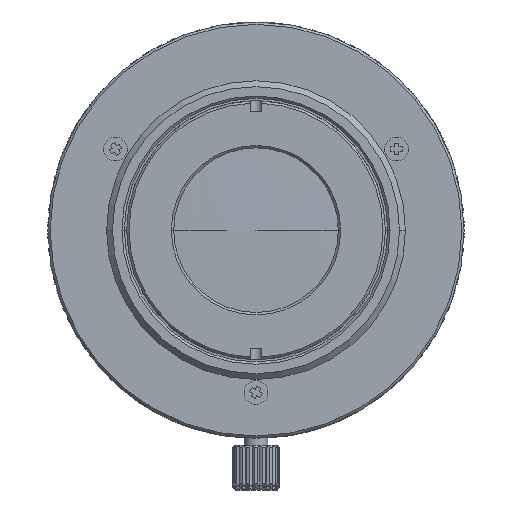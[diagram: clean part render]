
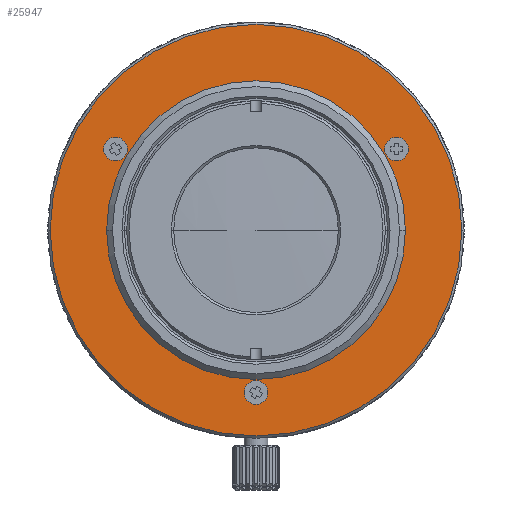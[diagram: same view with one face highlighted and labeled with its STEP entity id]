
A CAD part, front view. The second image highlights one B-rep face of the part: STEP entity #25947.
In plain terms, the highlighted face is planar.
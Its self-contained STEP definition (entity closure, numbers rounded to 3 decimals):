
#24868=CARTESIAN_POINT('',(0.,0.,0.));
#24869=DIRECTION('',(-1.,0.,0.));
#24870=DIRECTION('',(0.,1.,0.));
#24871=AXIS2_PLACEMENT_3D('',#24868,#24869,#24870);
#24876=CARTESIAN_POINT('',(0.,0.,0.));
#24877=DIRECTION('',(-1.,0.,0.));
#24878=DIRECTION('',(0.,0.,-1.));
#24879=AXIS2_PLACEMENT_3D('',#24876,#24877,#24878);
#24884=CARTESIAN_POINT('',(0.,0.,
0.));
#24885=DIRECTION('',(-1.,0.,0.));
#24886=DIRECTION('',(0.,-1.,0.));
#24887=AXIS2_PLACEMENT_3D('',#24884,#24885,#24886);
#24892=CARTESIAN_POINT('',(0.,0.,
0.));
#24893=DIRECTION('',(-1.,0.,0.));
#24894=DIRECTION('',(0.,0.,1.));
#24895=AXIS2_PLACEMENT_3D('',#24892,#24893,#24894);
#24900=CARTESIAN_POINT('',(0.,0.,-13.8));
#24901=DIRECTION('',(1.,0.,0.));
#24902=DIRECTION('',(0.,0.,-1.));
#24903=AXIS2_PLACEMENT_3D('',#24900,#24901,#24902);
#24908=CARTESIAN_POINT('',(0.,0.,-13.8));
#24909=DIRECTION('',(1.,0.,0.));
#24910=DIRECTION('',(0.,0.,1.));
#24911=AXIS2_PLACEMENT_3D('',#24908,#24909,#24910);
#24916=CARTESIAN_POINT('',(0.,11.951,6.9));
#24917=DIRECTION('',(1.,0.,0.));
#24918=DIRECTION('',(0.,0.866,0.5));
#24919=AXIS2_PLACEMENT_3D('',#24916,#24917,#24918);
#24924=CARTESIAN_POINT('',(0.,11.951,6.9));
#24925=DIRECTION('',(1.,0.,0.));
#24926=DIRECTION('',(0.,-0.866,-0.5));
#24927=AXIS2_PLACEMENT_3D('',#24924,#24925,#24926);
#24932=CARTESIAN_POINT('',(0.,-11.951,6.9));
#24933=DIRECTION('',(1.,0.,0.));
#24934=DIRECTION('',(0.,-0.866,0.5));
#24935=AXIS2_PLACEMENT_3D('',#24932,#24933,#24934);
#24940=CARTESIAN_POINT('',(0.,-11.951,6.9));
#24941=DIRECTION('',(1.,0.,0.));
#24942=DIRECTION('',(0.,0.866,-0.5));
#24943=AXIS2_PLACEMENT_3D('',#24940,#24941,#24942);
#24948=CARTESIAN_POINT('',(0.,0.,0.));
#24949=DIRECTION('',(1.,0.,0.));
#24950=DIRECTION('',(0.,1.,0.));
#24951=AXIS2_PLACEMENT_3D('',#24948,#24949,#24950);
#24956=CARTESIAN_POINT('',(0.,0.,0.));
#24957=DIRECTION('',(1.,0.,0.));
#24958=DIRECTION('',(0.,-1.,0.));
#24959=AXIS2_PLACEMENT_3D('',#24956,#24957,#24958);
#25756=CARTESIAN_POINT('',(0.,17.5,
0.));
#25757=CARTESIAN_POINT('',(0.,0.,-17.5));
#25758=VERTEX_POINT('',#25756);
#25759=VERTEX_POINT('',#25757);
#25760=CARTESIAN_POINT('',(0.,-17.5,
0.));
#25761=VERTEX_POINT('',#25760);
#25762=CARTESIAN_POINT('',(0.,0.,
17.5));
#25763=VERTEX_POINT('',#25762);
#25764=CARTESIAN_POINT('',(0.,0.,-14.8));
#25765=CARTESIAN_POINT('',(0.,0.,-12.8));
#25766=VERTEX_POINT('',#25764);
#25767=VERTEX_POINT('',#25765);
#25768=CARTESIAN_POINT('',(0.,12.817,7.4));
#25769=CARTESIAN_POINT('',(0.,11.085,6.4));
#25770=VERTEX_POINT('',#25768);
#25771=VERTEX_POINT('',#25769);
#25772=CARTESIAN_POINT('',(0.,-12.817,7.4));
#25773=CARTESIAN_POINT('',(0.,-11.085,6.4));
#25774=VERTEX_POINT('',#25772);
#25775=VERTEX_POINT('',#25773);
#25776=CARTESIAN_POINT('',(0.,12.1,0.));
#25777=CARTESIAN_POINT('',(0.,-12.1,0.));
#25778=VERTEX_POINT('',#25776);
#25779=VERTEX_POINT('',#25777);
#25908=CARTESIAN_POINT('',(0.,0.,0.));
#25909=DIRECTION('',(1.,0.,0.));
#25910=DIRECTION('',(0.,-1.,0.));
#25911=AXIS2_PLACEMENT_3D('',#25908,#25909,#25910);
#25912=PLANE('',#25911);
#25914=ORIENTED_EDGE('',*,*,#25913,.T.);
#25916=ORIENTED_EDGE('',*,*,#25915,.T.);
#25918=ORIENTED_EDGE('',*,*,#25917,.T.);
#25920=ORIENTED_EDGE('',*,*,#25919,.T.);
#25921=EDGE_LOOP('',(#25914,#25916,#25918,#25920));
#25922=FACE_OUTER_BOUND('',#25921,.F.);
#25924=ORIENTED_EDGE('',*,*,#25923,.T.);
#25926=ORIENTED_EDGE('',*,*,#25925,.T.);
#25927=EDGE_LOOP('',(#25924,#25926));
#25928=FACE_BOUND('',#25927,.F.);
#25930=ORIENTED_EDGE('',*,*,#25929,.T.);
#25932=ORIENTED_EDGE('',*,*,#25931,.T.);
#25933=EDGE_LOOP('',(#25930,#25932));
#25934=FACE_BOUND('',#25933,.F.);
#25936=ORIENTED_EDGE('',*,*,#25935,.T.);
#25938=ORIENTED_EDGE('',*,*,#25937,.T.);
#25939=EDGE_LOOP('',(#25936,#25938));
#25940=FACE_BOUND('',#25939,.F.);
#25942=ORIENTED_EDGE('',*,*,#25941,.T.);
#25944=ORIENTED_EDGE('',*,*,#25943,.T.);
#25945=EDGE_LOOP('',(#25942,#25944));
#25946=FACE_BOUND('',#25945,.F.);
#24872=CIRCLE('',#24871,17.5);
#24880=CIRCLE('',#24879,17.5);
#24888=CIRCLE('',#24887,17.5);
#24896=CIRCLE('',#24895,17.5);
#24904=CIRCLE('',#24903,1.);
#24912=CIRCLE('',#24911,1.);
#24920=CIRCLE('',#24919,1.);
#24928=CIRCLE('',#24927,1.);
#24936=CIRCLE('',#24935,1.);
#24944=CIRCLE('',#24943,1.);
#24952=CIRCLE('',#24951,12.1);
#24960=CIRCLE('',#24959,12.1);
#25913=EDGE_CURVE('',#25758,#25759,#24872,.T.);
#25915=EDGE_CURVE('',#25759,#25761,#24880,.T.);
#25917=EDGE_CURVE('',#25761,#25763,#24888,.T.);
#25919=EDGE_CURVE('',#25763,#25758,#24896,.T.);
#25923=EDGE_CURVE('',#25766,#25767,#24904,.T.);
#25925=EDGE_CURVE('',#25767,#25766,#24912,.T.);
#25929=EDGE_CURVE('',#25770,#25771,#24920,.T.);
#25931=EDGE_CURVE('',#25771,#25770,#24928,.T.);
#25935=EDGE_CURVE('',#25774,#25775,#24936,.T.);
#25937=EDGE_CURVE('',#25775,#25774,#24944,.T.);
#25941=EDGE_CURVE('',#25778,#25779,#24952,.T.);
#25943=EDGE_CURVE('',#25779,#25778,#24960,.T.);
#25947=ADVANCED_FACE('',(#25922,#25928,#25934,#25940,#25946),#25912,.T.);
